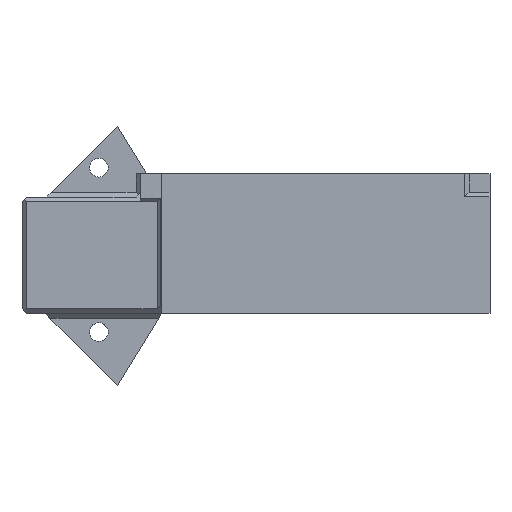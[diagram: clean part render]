
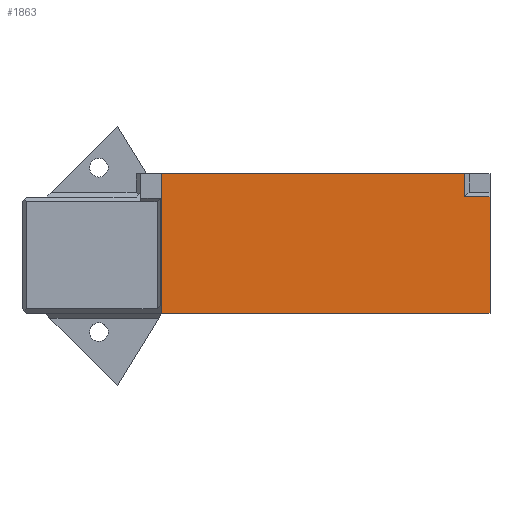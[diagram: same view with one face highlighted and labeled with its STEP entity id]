
A CAD part, top view. The second image highlights one B-rep face of the part: STEP entity #1863.
In plain terms, the highlighted planar face has unit normal (0, 0, 1).
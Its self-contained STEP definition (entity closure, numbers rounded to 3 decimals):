
#88 = CARTESIAN_POINT ( 'NONE',  ( 25.322, 25., 28.247 ) ) ;
#133 = VECTOR ( 'NONE', #1756, 1000. ) ;
#214 = LINE ( 'NONE', #2268, #1052 ) ;
#236 = EDGE_LOOP ( 'NONE', ( #2329, #2783, #922, #1924, #1121, #1740 ) ) ;
#244 = LINE ( 'NONE', #2539, #133 ) ;
#298 = VERTEX_POINT ( 'NONE', #2293 ) ;
#365 = CARTESIAN_POINT ( 'NONE',  ( 0., 0., 28.247 ) ) ;
#377 = CARTESIAN_POINT ( 'NONE',  ( -39.678, 30., 28.247 ) ) ;
#539 = DIRECTION ( 'NONE',  ( 1., 0., 0. ) ) ;
#637 = EDGE_CURVE ( 'NONE', #298, #2076, #1398, .T. ) ;
#676 = EDGE_CURVE ( 'NONE', #2580, #298, #244, .T. ) ;
#854 = CARTESIAN_POINT ( 'NONE',  ( -39.678, 0., 28.247 ) ) ;
#922 = ORIENTED_EDGE ( 'NONE', *, *, #1742, .T. ) ;
#970 = LINE ( 'NONE', #854, #1227 ) ;
#1052 = VECTOR ( 'NONE', #2657, 1000. ) ;
#1113 = VECTOR ( 'NONE', #2419, 1000. ) ;
#1121 = ORIENTED_EDGE ( 'NONE', *, *, #637, .T. ) ;
#1131 = DIRECTION ( 'NONE',  ( 0., 0., 1. ) ) ;
#1227 = VECTOR ( 'NONE', #2027, 1000. ) ;
#1251 = VERTEX_POINT ( 'NONE', #1818 ) ;
#1329 = LINE ( 'NONE', #88, #1113 ) ;
#1398 = LINE ( 'NONE', #2435, #2765 ) ;
#1561 = CARTESIAN_POINT ( 'NONE',  ( 25.322, 25., 28.247 ) ) ;
#1626 = VERTEX_POINT ( 'NONE', #2199 ) ;
#1671 = EDGE_CURVE ( 'NONE', #1251, #1626, #2787, .T. ) ;
#1716 = EDGE_CURVE ( 'NONE', #2076, #1873, #970, .T. ) ;
#1740 = ORIENTED_EDGE ( 'NONE', *, *, #1716, .T. ) ;
#1742 = EDGE_CURVE ( 'NONE', #1626, #2580, #1329, .T. ) ;
#1756 = DIRECTION ( 'NONE',  ( 0., 1., 0. ) ) ;
#1775 = DIRECTION ( 'NONE',  ( 0., 1., 0. ) ) ;
#1818 = CARTESIAN_POINT ( 'NONE',  ( 30.822, 0., 28.247 ) ) ;
#1822 = VECTOR ( 'NONE', #1775, 1000. ) ;
#1843 = EDGE_CURVE ( 'NONE', #1873, #1251, #214, .T. ) ;
#1863 = ADVANCED_FACE ( 'NONE', ( #2340 ), #2024, .T. ) ;
#1873 = VERTEX_POINT ( 'NONE', #2060 ) ;
#1924 = ORIENTED_EDGE ( 'NONE', *, *, #676, .T. ) ;
#1988 = AXIS2_PLACEMENT_3D ( 'NONE', #365, #1131, #539 ) ;
#2024 = PLANE ( 'NONE',  #1988 ) ;
#2027 = DIRECTION ( 'NONE',  ( 0., -1., 0. ) ) ;
#2060 = CARTESIAN_POINT ( 'NONE',  ( -39.678, 0., 28.247 ) ) ;
#2076 = VERTEX_POINT ( 'NONE', #377 ) ;
#2199 = CARTESIAN_POINT ( 'NONE',  ( 30.822, 25., 28.247 ) ) ;
#2268 = CARTESIAN_POINT ( 'NONE',  ( 25.322, 0., 28.247 ) ) ;
#2293 = CARTESIAN_POINT ( 'NONE',  ( 25.322, 30., 28.247 ) ) ;
#2329 = ORIENTED_EDGE ( 'NONE', *, *, #1843, .T. ) ;
#2340 = FACE_OUTER_BOUND ( 'NONE', #236, .T. ) ;
#2419 = DIRECTION ( 'NONE',  ( -1., 0., 0. ) ) ;
#2435 = CARTESIAN_POINT ( 'NONE',  ( 25.322, 30., 28.247 ) ) ;
#2491 = CARTESIAN_POINT ( 'NONE',  ( 30.822, 0., 28.247 ) ) ;
#2539 = CARTESIAN_POINT ( 'NONE',  ( 25.322, 0., 28.247 ) ) ;
#2580 = VERTEX_POINT ( 'NONE', #1561 ) ;
#2611 = DIRECTION ( 'NONE',  ( -1., 0., 0. ) ) ;
#2657 = DIRECTION ( 'NONE',  ( 1., 0., 0. ) ) ;
#2765 = VECTOR ( 'NONE', #2611, 1000. ) ;
#2783 = ORIENTED_EDGE ( 'NONE', *, *, #1671, .T. ) ;
#2787 = LINE ( 'NONE', #2491, #1822 ) ;
